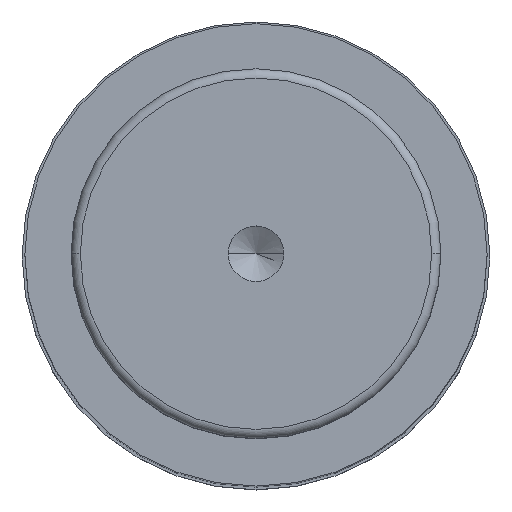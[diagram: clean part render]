
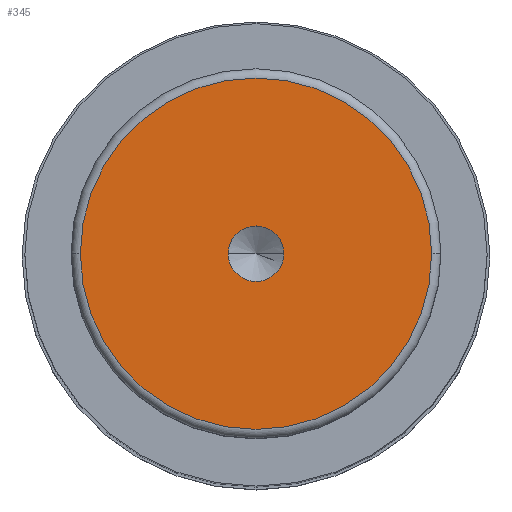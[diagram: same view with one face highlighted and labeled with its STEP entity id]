
A CAD part, top view. The second image highlights one B-rep face of the part: STEP entity #345.
In plain terms, the highlighted planar face has unit normal (0, 0, 1).
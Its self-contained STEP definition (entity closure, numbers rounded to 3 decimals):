
#207=EDGE_CURVE('',#389,#411,#536,.T.);
#211=EDGE_CURVE('',#301,#313,#541,.T.);
#287=EDGE_CURVE('',#313,#301,#623,.T.);
#301=VERTEX_POINT('',#638);
#313=VERTEX_POINT('',#650);
#345=ADVANCED_FACE('',(#684,#685),#686,.T.);
#381=EDGE_CURVE('',#411,#389,#728,.T.);
#389=VERTEX_POINT('',#736);
#411=VERTEX_POINT('',#763);
#536=CIRCLE('',#899,38.0);
#541=CIRCLE('',#905,6.);
#623=CIRCLE('',#1010,6.);
#638=CARTESIAN_POINT('',(6.,0.,300.0));
#650=CARTESIAN_POINT('',(-6.,0.,300.0));
#684=FACE_BOUND('',#1091,.T.);
#685=FACE_OUTER_BOUND('',#1092,.T.);
#686=PLANE('',#1093);
#728=CIRCLE('',#1147,38.0);
#736=CARTESIAN_POINT('',(-38.,0.,300.0));
#763=CARTESIAN_POINT('',(38.,0.,300.0));
#899=AXIS2_PLACEMENT_3D('',#1340,#1341,#1342);
#905=AXIS2_PLACEMENT_3D('',#1351,#1352,#1353);
#1010=AXIS2_PLACEMENT_3D('',#1454,#1455,#1456);
#1091=EDGE_LOOP('',(#1512,#1513));
#1092=EDGE_LOOP('',(#1514,#1515));
#1093=AXIS2_PLACEMENT_3D('',#1516,#1517,#1518);
#1147=AXIS2_PLACEMENT_3D('',#1572,#1573,#1574);
#1340=CARTESIAN_POINT('',(0.,0.,300.0));
#1341=DIRECTION('',(-0.0,0.0,-1.0));
#1342=DIRECTION('',(-1.0,0.,0.0));
#1351=CARTESIAN_POINT('',(0.,0.,300.0));
#1352=DIRECTION('',(-0.0,0.0,-1.0));
#1353=DIRECTION('',(-1.0,0.,0.0));
#1454=CARTESIAN_POINT('',(0.,0.,300.0));
#1455=DIRECTION('',(-0.0,0.0,-1.0));
#1456=DIRECTION('',(-1.0,0.,0.0));
#1512=ORIENTED_EDGE('',*,*,#287,.T.);
#1513=ORIENTED_EDGE('',*,*,#211,.T.);
#1514=ORIENTED_EDGE('',*,*,#207,.F.);
#1515=ORIENTED_EDGE('',*,*,#381,.F.);
#1516=CARTESIAN_POINT('',(-19.,0.,300.0));
#1517=DIRECTION('',(0.0,0.0,1.0));
#1518=DIRECTION('',(-1.0,0.,0.0));
#1572=CARTESIAN_POINT('',(0.,0.,300.0));
#1573=DIRECTION('',(-0.0,0.0,-1.0));
#1574=DIRECTION('',(-1.0,0.,0.0));
